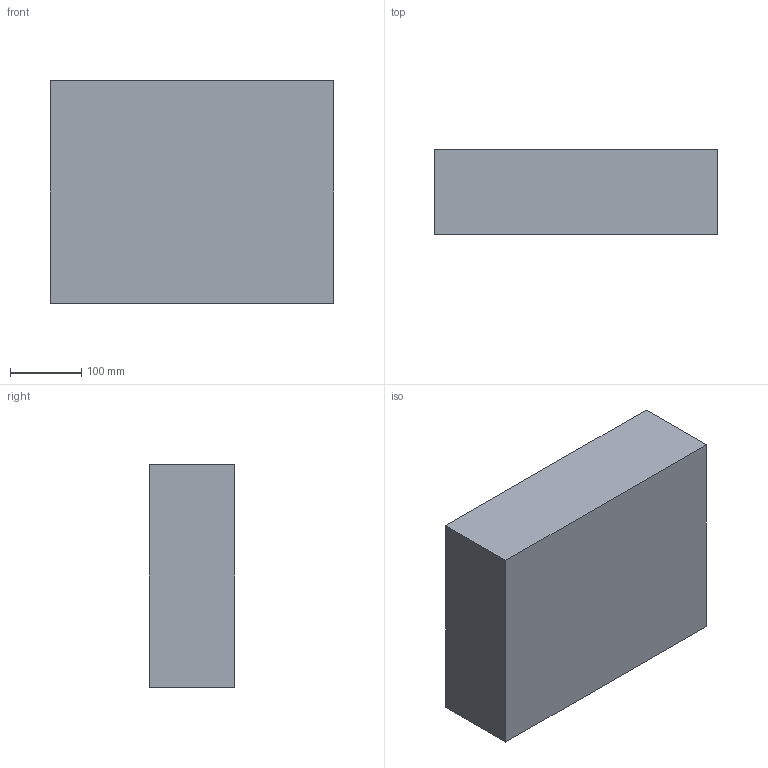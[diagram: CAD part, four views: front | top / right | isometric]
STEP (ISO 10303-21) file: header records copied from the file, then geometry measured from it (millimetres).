
FILE_DESCRIPTION (( 'STEP AP214' ), '1' );
FILE_NAME ('V200 PP BOTTOM TUB 2-5-2024.STEP', '2024-02-12T04:00:48', ( '' ), ( '' ), 'SwSTEP 2.0', 'SolidWorks 2021', '' );
FILE_SCHEMA (( 'AUTOMOTIVE_DESIGN' ));
Length unit declared in the file: millimetre
Products named in the file (1): V200 PP BOTTOM TUB 2-5-2024
Bounding box: 396.36 x 119.07 x 311.17 mm (x, y, z)
Volume: 4484742.4 mm3; surface area: 544179.3 mm2
Topology: 1 solids, 1 shells, 224 faces, 537 edges, 298 vertices
Faces by surface type: bspline 185, plane 39
Entity records: 10433 total; most frequent: CARTESIAN_POINT 7025, ORIENTED_EDGE 1036, EDGE_CURVE 518, VERTEX_POINT 298, DIRECTION 267, EDGE_LOOP 226, ADVANCED_FACE 224, FACE_OUTER_BOUND 224
